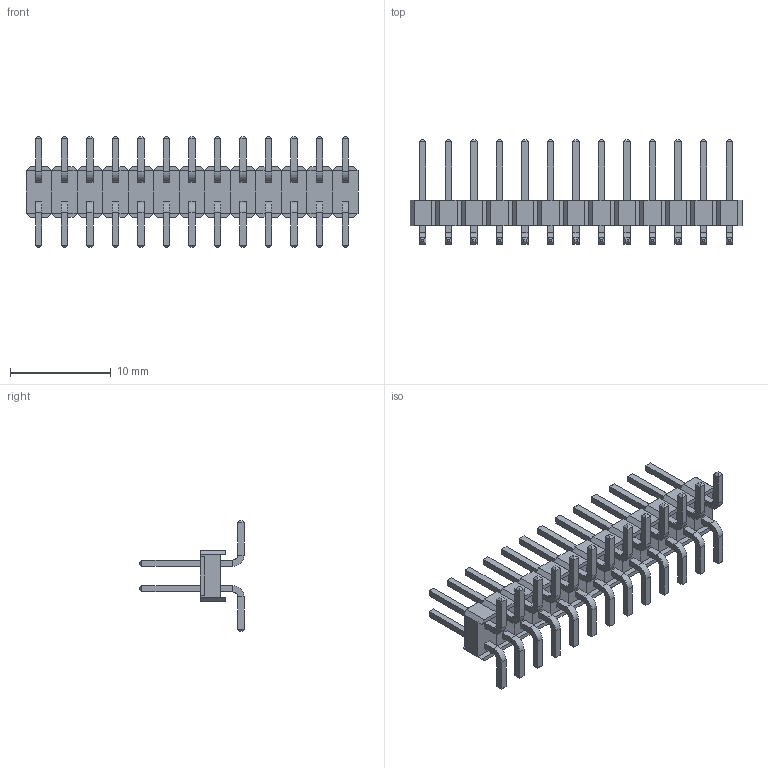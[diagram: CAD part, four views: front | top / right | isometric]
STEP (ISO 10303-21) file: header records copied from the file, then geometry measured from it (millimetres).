
FILE_DESCRIPTION (( 'STEP AP214' ), '1' );
FILE_NAME ('PLD_26SMD.STEP', '2019-07-03T12:48:05', ( '' ), ( '' ), 'SwSTEP 2.0', 'SolidWorks 2018', '' );
FILE_SCHEMA (( 'AUTOMOTIVE_DESIGN' ));
Length unit declared in the file: millimetre
Products named in the file (1): PLD_26SMD
Bounding box: 33.02 x 10.36 x 11 mm (x, y, z)
Volume: 452.9 mm3; surface area: 1543.5 mm2
Topology: 13 solids, 13 shells, 962 faces, 2184 edges, 1300 vertices
Faces by surface type: plane 910, cylinder 52
Entity records: 36572 total; most frequent: CARTESIAN_POINT 4447, ORIENTED_EDGE 4368, DIRECTION 4214, EDGE_CURVE 2184, LINE 2080, VECTOR 2080, VERTEX_POINT 1300, AXIS2_PLACEMENT_3D 1067
